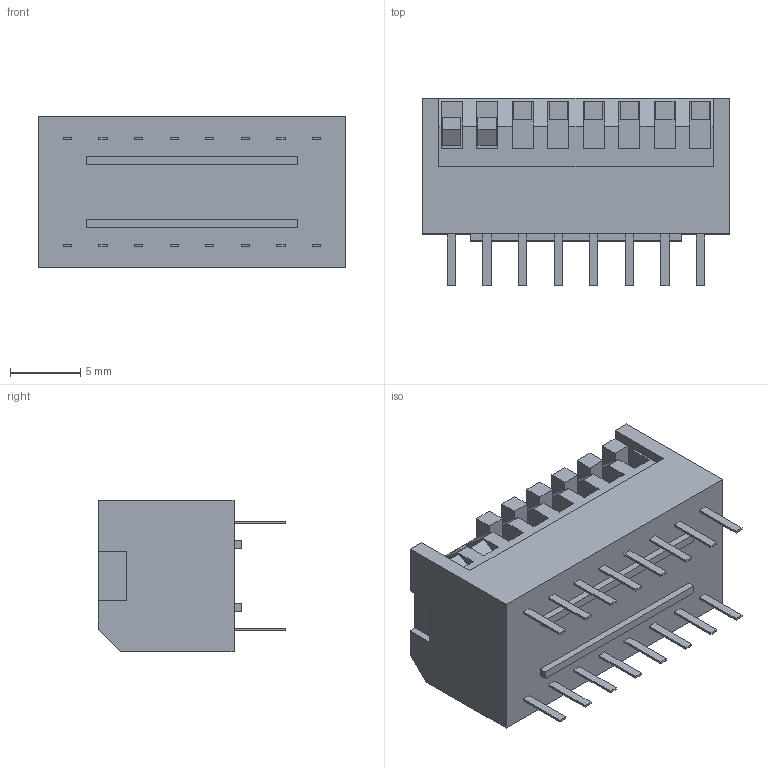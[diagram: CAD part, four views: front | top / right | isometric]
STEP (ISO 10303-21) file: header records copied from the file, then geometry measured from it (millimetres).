
FILE_DESCRIPTION (( 'STEP AP203' ), '1' );
FILE_NAME ('A6ER_8101.step', '2014-02-05T01:11:53', ( 'OSMC1.0 匠エンジニアリング山之内' ), ( 'TAKUMI-Engniaring' ), 'SwSTEP 2.0', 'SolidWorks 2002025', '' );
FILE_SCHEMA (( 'CONFIG_CONTROL_DESIGN' ));
Length unit declared in the file: millimetre
Products named in the file (1): A6ER_8101
Bounding box: 21.88 x 13.4 x 10.8 mm (x, y, z)
Volume: 2152.5 mm3; surface area: 1334.5 mm2
Topology: 1 solids, 1 shells, 178 faces, 450 edges, 300 vertices
Faces by surface type: plane 178
Entity records: 5311 total; most frequent: CARTESIAN_POINT 929, ORIENTED_EDGE 900, DIRECTION 808, EDGE_CURVE 450, LINE 450, VECTOR 450, VERTEX_POINT 300, EDGE_LOOP 204
